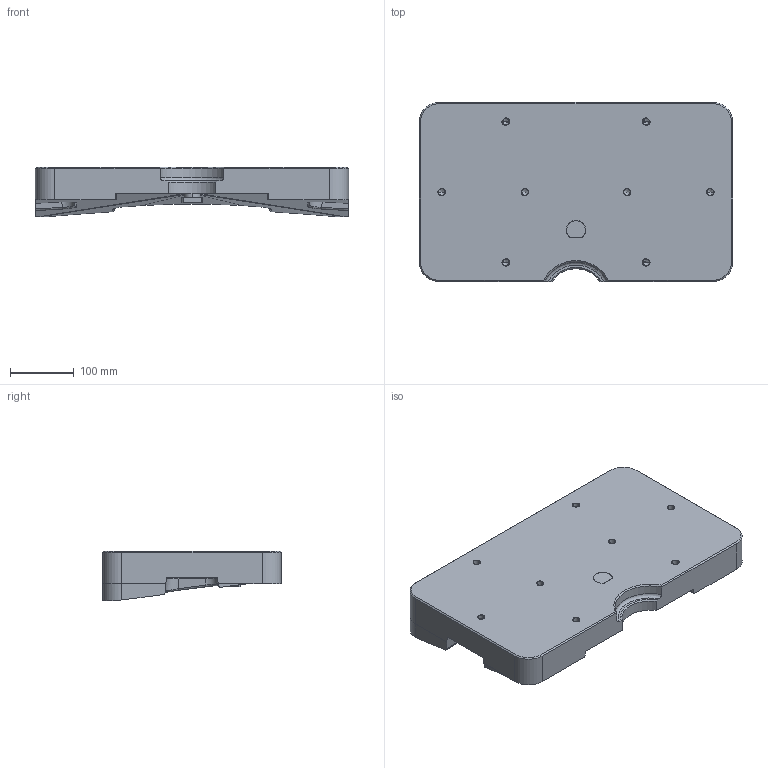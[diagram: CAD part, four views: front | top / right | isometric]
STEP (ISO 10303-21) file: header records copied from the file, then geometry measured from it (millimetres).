
FILE_DESCRIPTION((''),'2;1');
FILE_NAME('BASE_V27__ASM','2018-05-13T',('Administrator'),(''),'CREO PARAMETRIC BY PTC INC, 2014190','CREO PARAMETRIC BY PTC INC, 2014190','');
FILE_SCHEMA(('CONFIG_CONTROL_DESIGN'));
Length unit declared in the file: millimetre
Products named in the file (5): ASUS2358F571Y78Q_23; ASUS2358F571Y78Q_ASM; HOU-X2; DIANJ; BASE_V27__ASM
Assembly tree (4 placements, depth 3):
  BASE_V27__ASM
    ASUS2358F571Y78Q_ASM
      ASUS2358F571Y78Q_23
    HOU-X2
    DIANJ
Bounding box: 490 x 280 x 78.13 mm (x, y, z)
Volume: 7153766.4 mm3; surface area: 395652.2 mm2
Topology: 3 solids, 3 shells, 406 faces, 1090 edges, 687 vertices
Faces by surface type: plane 153, cylinder 105, bspline 74, cone 36, extrusion 23, torus 13, revolution 2
Entity records: 21107 total; most frequent: CARTESIAN_POINT 11545, ORIENTED_EDGE 2148, DIRECTION 1693, EDGE_CURVE 1074, VERTEX_POINT 687, AXIS2_PLACEMENT_3D 579, VECTOR 533, LINE 510
